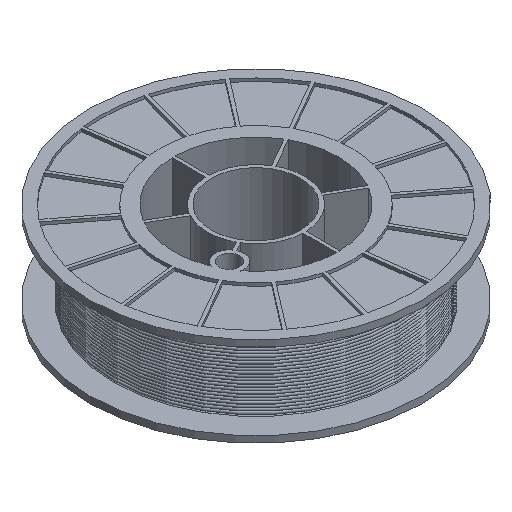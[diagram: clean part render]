
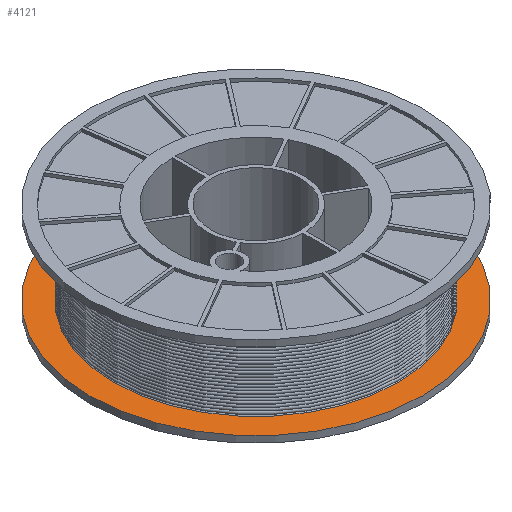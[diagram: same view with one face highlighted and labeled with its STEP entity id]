
A CAD part, isometric view. The second image highlights one B-rep face of the part: STEP entity #4121.
In plain terms, the highlighted planar face has unit normal (0, 0, 1).
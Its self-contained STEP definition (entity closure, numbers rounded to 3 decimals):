
#206=FACE_BOUND('',#1041,.T.);
#375=CIRCLE('',#4476,85.791);
#405=CIRCLE('',#4569,100.);
#683=FACE_OUTER_BOUND('',#1040,.T.);
#1040=EDGE_LOOP('',(#3496));
#1041=EDGE_LOOP('',(#3497));
#1998=VERTEX_POINT('',#6719);
#2028=VERTEX_POINT('',#6850);
#2473=EDGE_CURVE('',#1998,#1998,#375,.T.);
#2511=EDGE_CURVE('',#2028,#2028,#405,.T.);
#3496=ORIENTED_EDGE('',*,*,#2511,.F.);
#3497=ORIENTED_EDGE('',*,*,#2473,.T.);
#3688=PLANE('',#4568);
#4121=ADVANCED_FACE('',(#683,#206),#3688,.T.);
#4476=AXIS2_PLACEMENT_3D('',#6720,#5532,#5533);
#4568=AXIS2_PLACEMENT_3D('',#6849,#5724,#5725);
#4569=AXIS2_PLACEMENT_3D('',#6851,#5726,#5727);
#5532=DIRECTION('center_axis',(0.,0.,-1.));
#5533=DIRECTION('ref_axis',(-1.,0.,0.));
#5724=DIRECTION('center_axis',(0.,0.,1.));
#5725=DIRECTION('ref_axis',(1.,0.,0.));
#5726=DIRECTION('center_axis',(0.,0.,-1.));
#5727=DIRECTION('ref_axis',(-1.,0.,0.));
#6719=CARTESIAN_POINT('',(85.791,0.,-23.));
#6720=CARTESIAN_POINT('Origin',(0.,0.,-23.));
#6849=CARTESIAN_POINT('Origin',(0.,0.,-23.));
#6850=CARTESIAN_POINT('',(100.,0.,-23.));
#6851=CARTESIAN_POINT('Origin',(0.,0.,-23.));
